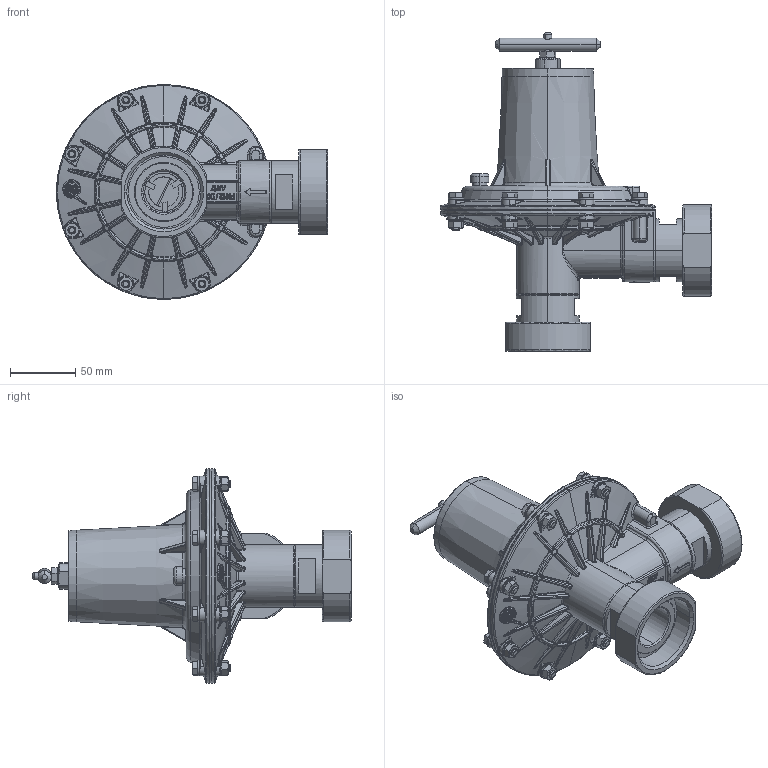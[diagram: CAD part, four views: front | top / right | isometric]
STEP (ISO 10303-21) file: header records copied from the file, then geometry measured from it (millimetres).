
FILE_DESCRIPTION (( 'STEP AP203' ), '1' );
FILE_NAME ('ﾊﾏﾑ-32 G2.STEP', '2019-10-29T04:15:14', ( '' ), ( '' ), 'SwSTEP 2.0', 'SolidWorks 2018', '' );
FILE_SCHEMA (( 'CONFIG_CONTROL_DESIGN' ));
Length unit declared in the file: millimetre
Products named in the file (1): ﾊﾏﾑ-32 G2
Bounding box: 207 x 243.15 x 164 mm (x, y, z)
Volume: 565918.4 mm3; surface area: 363954.7 mm2
Topology: 56 solids, 56 shells, 4078 faces, 9457 edges, 5450 vertices
Faces by surface type: cylinder 1190, bspline 1170, plane 731, torus 486, cone 429, sphere 72
Entity records: 181673 total; most frequent: CARTESIAN_POINT 98599, ORIENTED_EDGE 18590, DIRECTION 15716, EDGE_CURVE 9295, AXIS2_PLACEMENT_3D 6625, VERTEX_POINT 5430, EDGE_LOOP 4315, FACE_OUTER_BOUND 4078
